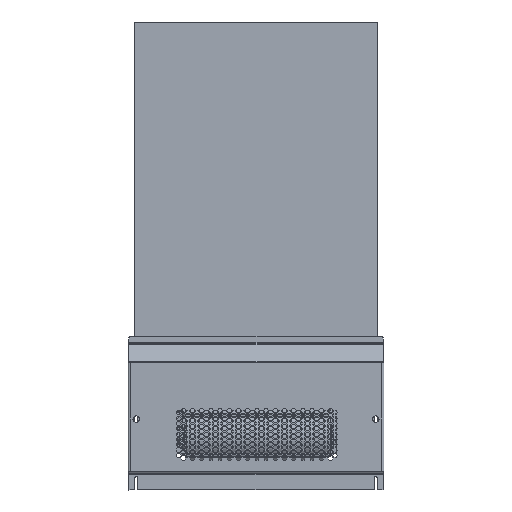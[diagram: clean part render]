
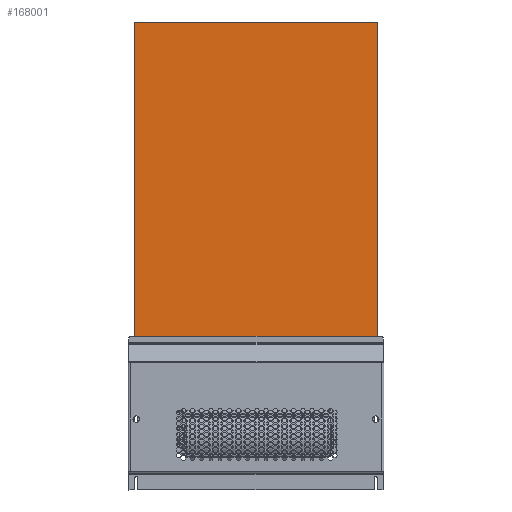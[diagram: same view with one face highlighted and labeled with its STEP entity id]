
A CAD part, top view. The second image highlights one B-rep face of the part: STEP entity #168001.
In plain terms, the highlighted face is planar.
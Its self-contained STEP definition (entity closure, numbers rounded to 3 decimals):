
#2886 = EDGE_CURVE ( 'NONE', #31434, #28148, #151902, .T. ) ;
#6166 = CARTESIAN_POINT ( 'NONE',  ( -300., 210., 0. ) ) ;
#16140 = ORIENTED_EDGE ( 'NONE', *, *, #101783, .F. ) ;
#18391 = VECTOR ( 'NONE', #143947, 1000. ) ;
#28148 = VERTEX_POINT ( 'NONE', #118681 ) ;
#31434 = VERTEX_POINT ( 'NONE', #116123 ) ;
#34516 = EDGE_CURVE ( 'NONE', #28148, #82558, #95349, .T. ) ;
#37683 = CARTESIAN_POINT ( 'NONE',  ( 300., -210., 0. ) ) ;
#40018 = CARTESIAN_POINT ( 'NONE',  ( -300., -210., 0. ) ) ;
#50858 = LINE ( 'NONE', #37683, #18391 ) ;
#56986 = EDGE_CURVE ( 'NONE', #82558, #91623, #80813, .T. ) ;
#80813 = LINE ( 'NONE', #148375, #131162 ) ;
#81688 = DIRECTION ( 'NONE',  ( 1., 0., 0. ) ) ;
#82558 = VERTEX_POINT ( 'NONE', #86954 ) ;
#86954 = CARTESIAN_POINT ( 'NONE',  ( -300., -210., 0. ) ) ;
#91261 = EDGE_LOOP ( 'NONE', ( #16140, #124370, #133696, #139508 ) ) ;
#91623 = VERTEX_POINT ( 'NONE', #119496 ) ;
#93554 = FACE_OUTER_BOUND ( 'NONE', #91261, .T. ) ;
#95349 = LINE ( 'NONE', #40018, #116763 ) ;
#101783 = EDGE_CURVE ( 'NONE', #91623, #31434, #50858, .T. ) ;
#105864 = DIRECTION ( 'NONE',  ( 0., 0., -1. ) ) ;
#106802 = DIRECTION ( 'NONE',  ( 0., -1., 0. ) ) ;
#114530 = AXIS2_PLACEMENT_3D ( 'NONE', #158552, #105864, #144488 ) ;
#116123 = CARTESIAN_POINT ( 'NONE',  ( 300., 210., 0. ) ) ;
#116763 = VECTOR ( 'NONE', #106802, 1000. ) ;
#118681 = CARTESIAN_POINT ( 'NONE',  ( -300., 210., 0. ) ) ;
#119496 = CARTESIAN_POINT ( 'NONE',  ( 300., -210., 0. ) ) ;
#124370 = ORIENTED_EDGE ( 'NONE', *, *, #56986, .F. ) ;
#131162 = VECTOR ( 'NONE', #81688, 1000. ) ;
#133696 = ORIENTED_EDGE ( 'NONE', *, *, #34516, .F. ) ;
#137843 = DIRECTION ( 'NONE',  ( -1., 0., 0. ) ) ;
#139508 = ORIENTED_EDGE ( 'NONE', *, *, #2886, .F. ) ;
#143947 = DIRECTION ( 'NONE',  ( 0., 1., 0. ) ) ;
#144488 = DIRECTION ( 'NONE',  ( -1., 0., 0. ) ) ;
#148375 = CARTESIAN_POINT ( 'NONE',  ( -300., -210., 0. ) ) ;
#151902 = LINE ( 'NONE', #6166, #166344 ) ;
#158552 = CARTESIAN_POINT ( 'NONE',  ( 0., 0., 0. ) ) ;
#161152 = PLANE ( 'NONE',  #114530 ) ;
#166344 = VECTOR ( 'NONE', #137843, 1000. ) ;
#168001 = ADVANCED_FACE ( 'NONE', ( #93554 ), #161152, .T. ) ;
